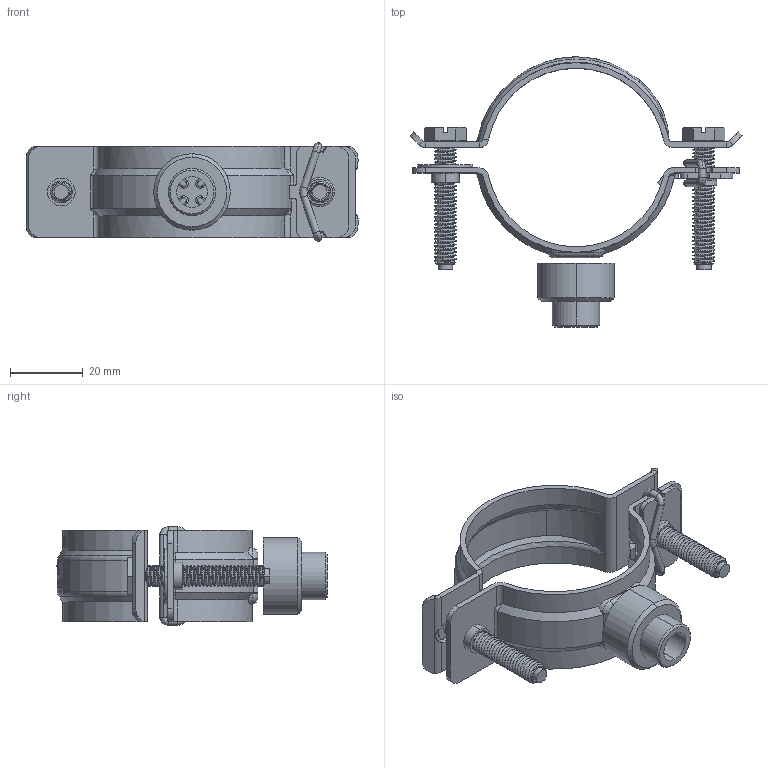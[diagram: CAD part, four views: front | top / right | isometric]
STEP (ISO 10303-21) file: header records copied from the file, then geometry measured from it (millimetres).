
FILE_DESCRIPTION (( 'STEP AP203' ), '1' );
FILE_NAME ('50.105RK.STEP', '2024-03-25T12:27:34', ( '' ), ( '' ), 'SwSTEP 2.0', 'SolidWorks 2023', '' );
FILE_SCHEMA (( 'CONFIG_CONTROL_DESIGN' ));
Length unit declared in the file: millimetre
Products named in the file (1): 50.105RK
Bounding box: 91.05 x 74.09 x 27 mm (x, y, z)
Surface area: 17930.2 mm2 (no closed solid volume)
Topology: 0 solids, 8 shells, 706 faces, 2431 edges, 1660 vertices
Faces by surface type: cylinder 263, plane 209, bspline 156, cone 50, torus 26, sphere 2
Entity records: 40924 total; most frequent: CARTESIAN_POINT 23074, ORIENTED_EDGE 4162, DIRECTION 2769, EDGE_CURVE 2429, VERTEX_POINT 1660, AXIS2_PLACEMENT_3D 1030, B_SPLINE_CURVE_WITH_KNOTS 945, EDGE_LOOP 749
